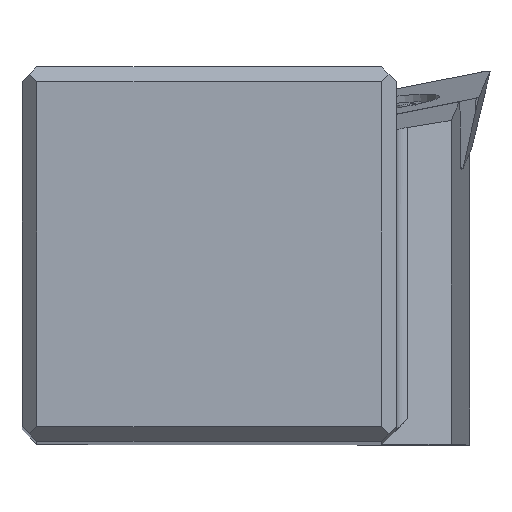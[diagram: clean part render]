
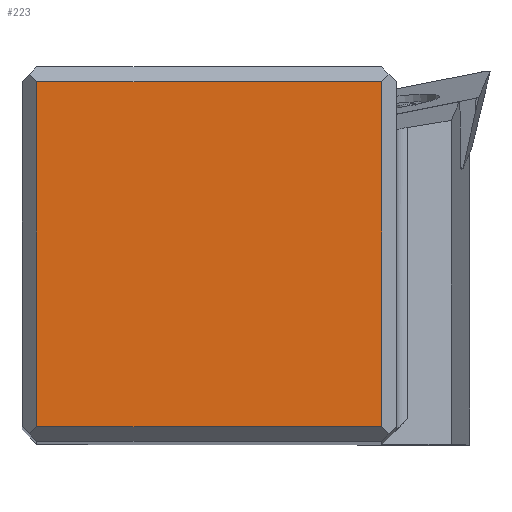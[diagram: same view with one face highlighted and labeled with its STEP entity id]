
A CAD part, top view. The second image highlights one B-rep face of the part: STEP entity #223.
In plain terms, the highlighted planar face has unit normal (0, 0, 1).
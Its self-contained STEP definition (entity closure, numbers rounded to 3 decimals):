
#140=FACE_OUTER_BOUND('',#362,.T.);
#223=ADVANCED_FACE('',(#140),#293,.T.);
#293=PLANE('',#1867);
#362=EDGE_LOOP('',(#624,#625,#626,#627));
#624=ORIENTED_EDGE('',*,*,#1178,.F.);
#625=ORIENTED_EDGE('',*,*,#1179,.T.);
#626=ORIENTED_EDGE('',*,*,#1180,.T.);
#627=ORIENTED_EDGE('',*,*,#1150,.F.);
#962=VERTEX_POINT('',#2671);
#963=VERTEX_POINT('',#2673);
#982=VERTEX_POINT('',#2726);
#983=VERTEX_POINT('',#2730);
#1150=EDGE_CURVE('',#962,#963,#1490,.T.);
#1178=EDGE_CURVE('',#982,#962,#1516,.T.);
#1179=EDGE_CURVE('',#982,#983,#1517,.T.);
#1180=EDGE_CURVE('',#983,#963,#1518,.T.);
#1490=LINE('',#2672,#1639);
#1516=LINE('',#2727,#1665);
#1517=LINE('',#2729,#1666);
#1518=LINE('',#2731,#1667);
#1639=VECTOR('',#2174,1.);
#1665=VECTOR('',#2218,1.);
#1666=VECTOR('',#2221,1.);
#1667=VECTOR('',#2222,1.);
#1867=AXIS2_PLACEMENT_3D('',#2732,#2223,#2224);
#2174=DIRECTION('',(-1.,0.,0.));
#2218=DIRECTION('',(0.,-1.,0.));
#2221=DIRECTION('',(-1.,0.,0.));
#2222=DIRECTION('',(0.,-1.,0.));
#2223=DIRECTION('',(0.,0.,1.));
#2224=DIRECTION('',(1.,0.,0.));
#2671=CARTESIAN_POINT('',(24.4,1.,0.));
#2672=CARTESIAN_POINT('',(24.4,1.,0.));
#2673=CARTESIAN_POINT('',(1.,1.,0.));
#2726=CARTESIAN_POINT('',(24.4,24.4,0.));
#2727=CARTESIAN_POINT('',(24.4,24.4,0.));
#2729=CARTESIAN_POINT('',(24.4,24.4,0.));
#2730=CARTESIAN_POINT('',(1.,24.4,0.));
#2731=CARTESIAN_POINT('',(1.,24.4,0.));
#2732=CARTESIAN_POINT('',(12.7,12.7,0.));
